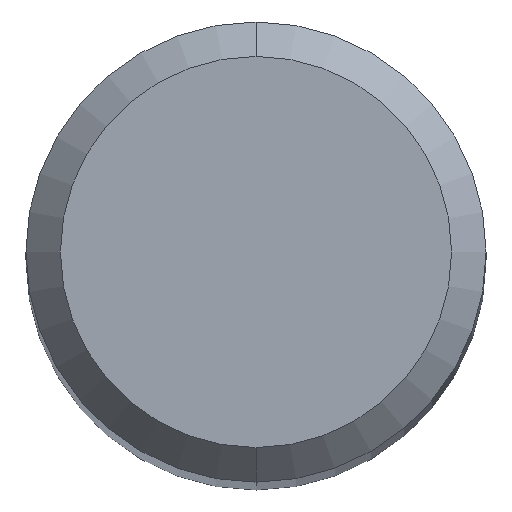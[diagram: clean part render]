
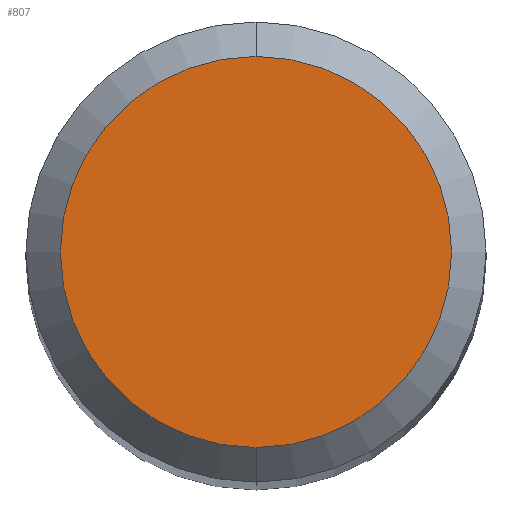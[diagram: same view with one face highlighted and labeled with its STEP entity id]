
A CAD part, top view. The second image highlights one B-rep face of the part: STEP entity #807.
In plain terms, the highlighted planar face has unit normal (0, 0, 1).
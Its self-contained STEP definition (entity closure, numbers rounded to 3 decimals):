
#469=VERTEX_POINT('',#1184);
#697=EDGE_CURVE('',#839,#469,#1439,.T.);
#807=ADVANCED_FACE('',(#1560),#1561,.T.);
#839=VERTEX_POINT('',#1598);
#983=EDGE_CURVE('',#469,#839,#1745,.T.);
#1184=CARTESIAN_POINT('',(0.0,1.7,0.0));
#1439=CIRCLE('',#3074,1.7);
#1560=FACE_OUTER_BOUND('',#3571,.T.);
#1561=PLANE('',#3572);
#1598=CARTESIAN_POINT('',(0.,-1.7,0.0));
#1745=CIRCLE('',#4225,1.7);
#3074=AXIS2_PLACEMENT_3D('',#5014,#5015,#5016);
#3571=EDGE_LOOP('',(#5122,#5123));
#3572=AXIS2_PLACEMENT_3D('',#5124,#5125,#5126);
#4225=AXIS2_PLACEMENT_3D('',#5236,#5237,#5238);
#5014=CARTESIAN_POINT('',(0.0,0.0,0.0));
#5015=DIRECTION('',(0.0,0.0,-1.0));
#5016=DIRECTION('',(0.0,1.0,0.0));
#5122=ORIENTED_EDGE('',*,*,#983,.F.);
#5123=ORIENTED_EDGE('',*,*,#697,.F.);
#5124=CARTESIAN_POINT('',(0.0,0.85,0.0));
#5125=DIRECTION('',(-0.0,0.0,1.0));
#5126=DIRECTION('',(0.0,-1.0,0.0));
#5236=CARTESIAN_POINT('',(0.0,0.0,0.0));
#5237=DIRECTION('',(0.0,0.0,-1.0));
#5238=DIRECTION('',(0.0,1.0,0.0));
